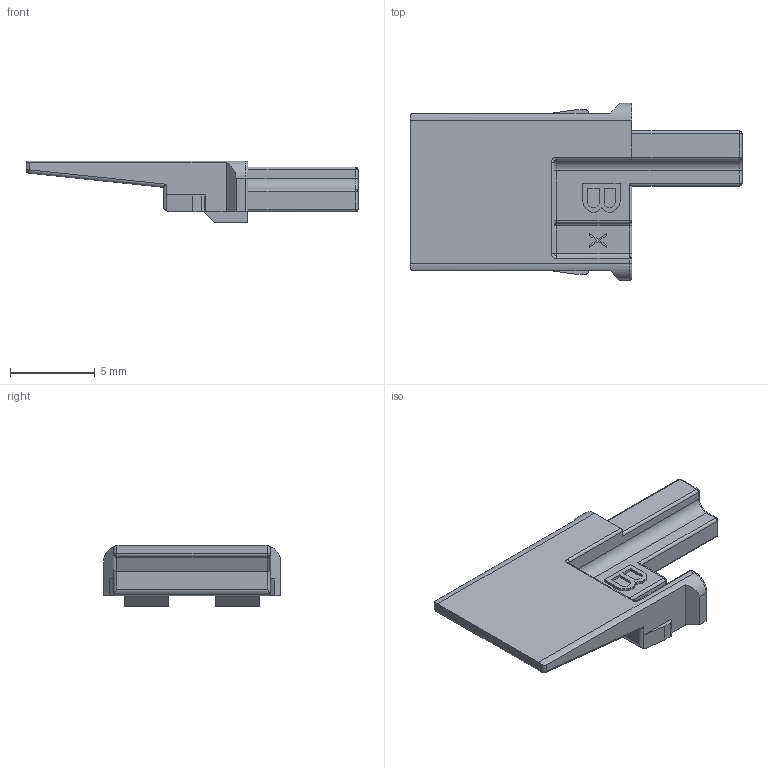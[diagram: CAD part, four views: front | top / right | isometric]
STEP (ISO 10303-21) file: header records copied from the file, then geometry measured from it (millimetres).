
FILE_DESCRIPTION (( 'STEP AP214' ), '1' );
FILE_NAME ('AW2P-B.STEP', '2019-02-26T14:02:11', ( '' ), ( '' ), 'SwSTEP 2.0', 'SolidWorks 2018', '' );
FILE_SCHEMA (( 'AUTOMOTIVE_DESIGN' ));
Length unit declared in the file: inch
Products named in the file (1): AW2P-B
Bounding box: 19.6 x 10.45 x 3.65 mm (x, y, z)
Volume: 219.5 mm3; surface area: 439.8 mm2
Topology: 1 solids, 1 shells, 174 faces, 459 edges, 267 vertices
Faces by surface type: plane 96, cylinder 45, bspline 33
Entity records: 5568 total; most frequent: CARTESIAN_POINT 1495, ORIENTED_EDGE 870, DIRECTION 803, EDGE_CURVE 435, VECTOR 311, LINE 311, VERTEX_POINT 267, AXIS2_PLACEMENT_3D 246
